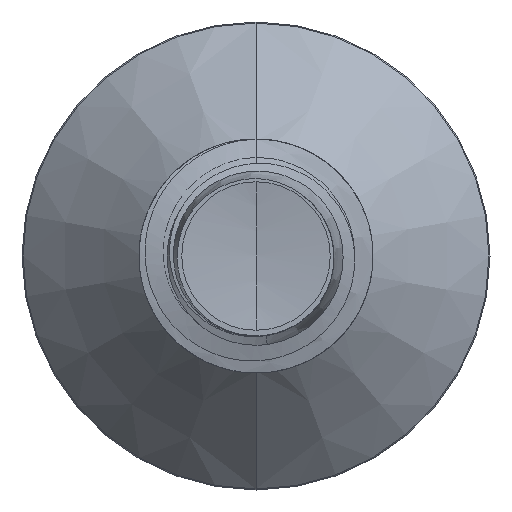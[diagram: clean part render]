
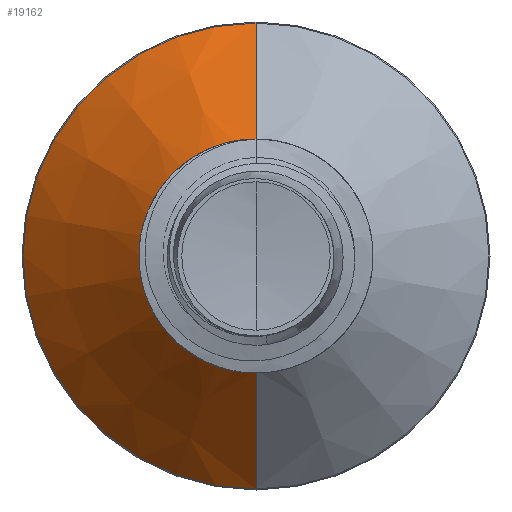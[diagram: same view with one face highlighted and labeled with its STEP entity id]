
A CAD part, front view. The second image highlights one B-rep face of the part: STEP entity #19162.
In plain terms, the highlighted conical face has half-angle 45 degrees and reference radius 1.08 mm.
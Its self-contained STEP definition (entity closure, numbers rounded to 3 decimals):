
#2111 = CARTESIAN_POINT ( 'NONE',  ( 0., 12.14, -2.19 ) ) ;
#3785 = LINE ( 'NONE', #18681, #23470 ) ;
#5480 = EDGE_CURVE ( 'NONE', #9209, #20312, #15809, .T. ) ;
#5671 = DIRECTION ( 'NONE',  ( 0., 0., 1. ) ) ;
#7909 = DIRECTION ( 'NONE',  ( 0., 1., 0. ) ) ;
#8610 = VERTEX_POINT ( 'NONE', #13560 ) ;
#8701 = ORIENTED_EDGE ( 'NONE', *, *, #22613, .F. ) ;
#9209 = VERTEX_POINT ( 'NONE', #24758 ) ;
#9753 = DIRECTION ( 'NONE',  ( 0., 1., 0. ) ) ;
#10863 = AXIS2_PLACEMENT_3D ( 'NONE', #25124, #9753, #27685 ) ;
#12230 = EDGE_CURVE ( 'NONE', #21446, #20312, #28975, .T. ) ;
#12332 = CARTESIAN_POINT ( 'NONE',  ( 0., 11.03, 0. ) ) ;
#13560 = CARTESIAN_POINT ( 'NONE',  ( 0., 11.03, -1.08 ) ) ;
#14088 = ORIENTED_EDGE ( 'NONE', *, *, #5480, .T. ) ;
#14272 = FACE_OUTER_BOUND ( 'NONE', #31545, .T. ) ;
#14921 = DIRECTION ( 'NONE',  ( 0., 0., 1. ) ) ;
#14994 = VECTOR ( 'NONE', #16930, 1000. ) ;
#15809 = LINE ( 'NONE', #32244, #14994 ) ;
#16930 = DIRECTION ( 'NONE',  ( 0., 0.707, 0.707 ) ) ;
#18681 = CARTESIAN_POINT ( 'NONE',  ( 0., 11.03, -1.08 ) ) ;
#19162 = ADVANCED_FACE ( 'NONE', ( #14272 ), #24696, .T. ) ;
#20312 = VERTEX_POINT ( 'NONE', #27882 ) ;
#21078 = CIRCLE ( 'NONE', #25806, 1.08 ) ;
#21080 = CARTESIAN_POINT ( 'NONE',  ( 0., 11.03, 0. ) ) ;
#21251 = DIRECTION ( 'NONE',  ( 0., 0.707, -0.707 ) ) ;
#21446 = VERTEX_POINT ( 'NONE', #2111 ) ;
#21607 = ORIENTED_EDGE ( 'NONE', *, *, #12230, .F. ) ;
#22613 = EDGE_CURVE ( 'NONE', #8610, #21446, #3785, .T. ) ;
#23028 = ORIENTED_EDGE ( 'NONE', *, *, #23851, .T. ) ;
#23470 = VECTOR ( 'NONE', #21251, 1000. ) ;
#23851 = EDGE_CURVE ( 'NONE', #8610, #9209, #21078, .T. ) ;
#24696 = CONICAL_SURFACE ( 'NONE', #27716, 1.08, 0.785 ) ;
#24758 = CARTESIAN_POINT ( 'NONE',  ( 0., 11.03, 1.08 ) ) ;
#25124 = CARTESIAN_POINT ( 'NONE',  ( 0., 12.14, 0. ) ) ;
#25806 = AXIS2_PLACEMENT_3D ( 'NONE', #12332, #30256, #14921 ) ;
#27685 = DIRECTION ( 'NONE',  ( 0., 0., 1. ) ) ;
#27716 = AXIS2_PLACEMENT_3D ( 'NONE', #21080, #7909, #5671 ) ;
#27882 = CARTESIAN_POINT ( 'NONE',  ( 0., 12.14, 2.19 ) ) ;
#28975 = CIRCLE ( 'NONE', #10863, 2.19 ) ;
#30256 = DIRECTION ( 'NONE',  ( 0., 1., 0. ) ) ;
#31545 = EDGE_LOOP ( 'NONE', ( #8701, #23028, #14088, #21607 ) ) ;
#32244 = CARTESIAN_POINT ( 'NONE',  ( 0., 11.03, 1.08 ) ) ;
